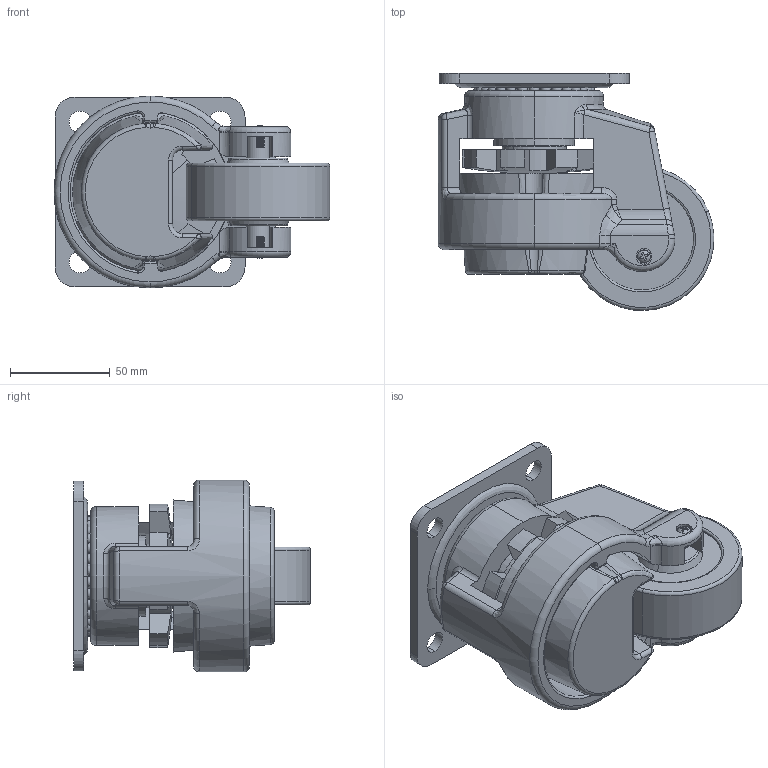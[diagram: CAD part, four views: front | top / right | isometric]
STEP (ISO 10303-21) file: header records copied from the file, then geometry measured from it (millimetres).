
FILE_DESCRIPTION (( 'STEP AP214' ), '1' );
FILE_NAME ('SK6-B70120P-E.STEP', '2024-03-21T03:29:28', ( '微软用户' ), ( '微软中国' ), 'SwSTEP 2.0', 'SolidWorks 2020', '' );
FILE_SCHEMA (( 'AUTOMOTIVE_DESIGN' ));
Length unit declared in the file: millimetre
Products named in the file (10): 6-B70120P-E-7; SK6-B70120P-E; 6-B70120P-E-2; 6-B70120P-E-5; 6-B70120P-E-8; 6-B70120P-E-3; 6-B70120P-E-6; 6-B70120P-E-9; 6-B70120P-E-1; 6-B70120P-E-4
Assembly tree (70 placements, depth 2):
  SK6-B70120P-E
    6-B70120P-E-1
    6-B70120P-E-2  x60
    6-B70120P-E-3
    6-B70120P-E-4
    6-B70120P-E-5
    6-B70120P-E-6
    6-B70120P-E-7
    6-B70120P-E-8  x3
    6-B70120P-E-9
Bounding box: 137.97 x 118.47 x 96 mm (x, y, z)
Volume: 555658.4 mm3; surface area: 130194 mm2
Topology: 70 solids, 70 shells, 699 faces, 1910 edges, 1240 vertices
Faces by surface type: cylinder 290, plane 135, sphere 134, bspline 67, torus 61, cone 12
Entity records: 26854 total; most frequent: CARTESIAN_POINT 15223, ORIENTED_EDGE 2404, DIRECTION 2316, EDGE_CURVE 1202, AXIS2_PLACEMENT_3D 960, VERTEX_POINT 758, EDGE_LOOP 520, ADVANCED_FACE 479
